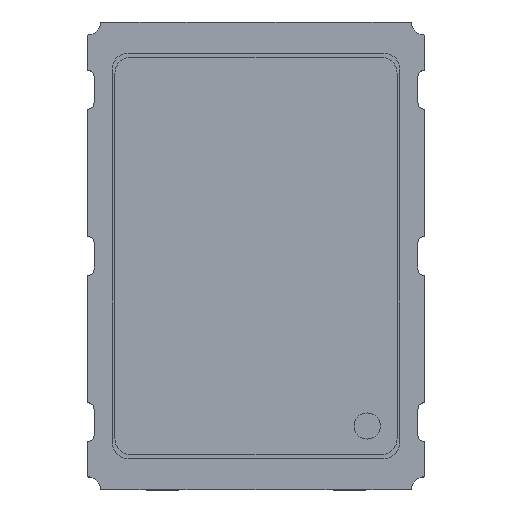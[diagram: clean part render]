
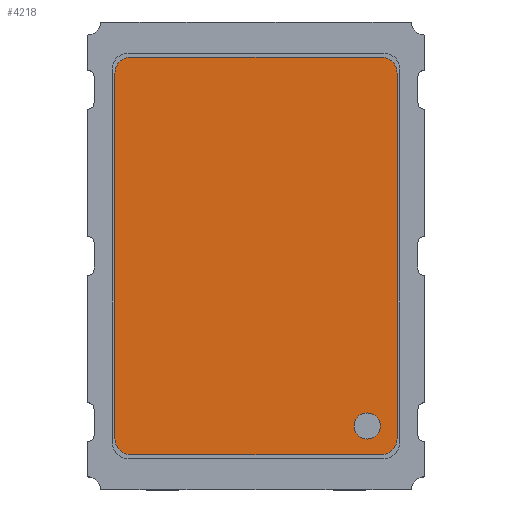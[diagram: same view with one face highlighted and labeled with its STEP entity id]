
A CAD part, top view. The second image highlights one B-rep face of the part: STEP entity #4218.
In plain terms, the highlighted planar face has unit normal (0, 0, 1).
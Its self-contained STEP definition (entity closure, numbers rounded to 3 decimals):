
#38=LINE($,#6077,#568);
#42=LINE($,#6089,#572);
#46=LINE($,#6101,#576);
#50=LINE($,#6111,#580);
#568=VECTOR($,#4862,3.822);
#572=VECTOR($,#4874,5.586);
#576=VECTOR($,#4886,3.822);
#580=VECTOR($,#4898,5.586);
#1100=PLANE($,#4519);
#1306=FACE_BOUND($,#1574,.T.);
#1318=FACE_OUTER_BOUND($,#1573,.T.);
#1573=EDGE_LOOP($,(#2963,#2964,#2965,#2966,#2967,#2968,#2969,#2970));
#1574=EDGE_LOOP($,(#2971));
#1819=CIRCLE($,#4500,0.2);
#1822=CIRCLE($,#4505,0.245);
#1824=CIRCLE($,#4509,0.245);
#1826=CIRCLE($,#4513,0.245);
#1828=CIRCLE($,#4517,0.245);
#1907=VERTEX_POINT($,#6059);
#1911=VERTEX_POINT($,#6068);
#1912=VERTEX_POINT($,#6070);
#1914=VERTEX_POINT($,#6076);
#1916=VERTEX_POINT($,#6082);
#1918=VERTEX_POINT($,#6088);
#1920=VERTEX_POINT($,#6094);
#1922=VERTEX_POINT($,#6100);
#1924=VERTEX_POINT($,#6106);
#2310=EDGE_CURVE($,#1907,#1907,#1819,.T.);
#2314=EDGE_CURVE($,#1912,#1911,#1822,.T.);
#2317=EDGE_CURVE($,#1914,#1912,#38,.T.);
#2320=EDGE_CURVE($,#1916,#1914,#1824,.T.);
#2323=EDGE_CURVE($,#1918,#1916,#42,.T.);
#2326=EDGE_CURVE($,#1920,#1918,#1826,.T.);
#2329=EDGE_CURVE($,#1922,#1920,#46,.T.);
#2332=EDGE_CURVE($,#1924,#1922,#1828,.T.);
#2335=EDGE_CURVE($,#1911,#1924,#50,.T.);
#2963=ORIENTED_EDGE($,*,*,#2335,.T.);
#2964=ORIENTED_EDGE($,*,*,#2332,.T.);
#2965=ORIENTED_EDGE($,*,*,#2329,.T.);
#2966=ORIENTED_EDGE($,*,*,#2326,.T.);
#2967=ORIENTED_EDGE($,*,*,#2323,.T.);
#2968=ORIENTED_EDGE($,*,*,#2320,.T.);
#2969=ORIENTED_EDGE($,*,*,#2317,.T.);
#2970=ORIENTED_EDGE($,*,*,#2314,.T.);
#2971=ORIENTED_EDGE($,*,*,#2310,.T.);
#4218=ADVANCED_FACE($,(#1318,#1306),#1100,.T.);
#4500=AXIS2_PLACEMENT_3D($,#6060,#4845,#4846);
#4505=AXIS2_PLACEMENT_3D($,#6071,#4856,#4857);
#4509=AXIS2_PLACEMENT_3D($,#6083,#4868,#4869);
#4513=AXIS2_PLACEMENT_3D($,#6095,#4880,#4881);
#4517=AXIS2_PLACEMENT_3D($,#6107,#4892,#4893);
#4519=AXIS2_PLACEMENT_3D($,#6112,#4899,#4900);
#4845=DIRECTION('center_axis',(0.,0.,-1.));
#4846=DIRECTION('ref_axis',(-1.,0.,0.));
#4856=DIRECTION('center_axis',(0.,0.,1.));
#4857=DIRECTION('ref_axis',(0.,-1.,0.));
#4862=DIRECTION($,(1.,0.,0.));
#4868=DIRECTION('center_axis',(0.,0.,1.));
#4869=DIRECTION('ref_axis',(-1.,0.,0.));
#4874=DIRECTION($,(0.,-1.,0.));
#4880=DIRECTION('center_axis',(0.,0.,1.));
#4881=DIRECTION('ref_axis',(0.,1.,0.));
#4886=DIRECTION($,(-1.,0.,0.));
#4892=DIRECTION('center_axis',(0.,0.,1.));
#4893=DIRECTION('ref_axis',(1.,0.,0.));
#4898=DIRECTION($,(0.,1.,0.));
#4899=DIRECTION('center_axis',(0.,0.,1.));
#4900=DIRECTION('ref_axis',(1.,0.,0.));
#6059=CARTESIAN_POINT('',(1.9,-2.6,1.85));
#6060=CARTESIAN_POINT('Origin',(1.7,-2.6,1.85));
#6068=CARTESIAN_POINT('',(2.156,-2.793,1.85));
#6070=CARTESIAN_POINT('',(1.911,-3.038,1.85));
#6071=CARTESIAN_POINT('Origin',(1.911,-2.793,1.85));
#6076=CARTESIAN_POINT('',(-1.911,-3.038,1.85));
#6077=CARTESIAN_POINT($,(-1.911,-3.038,1.85));
#6082=CARTESIAN_POINT('',(-2.156,-2.793,1.85));
#6083=CARTESIAN_POINT('Origin',(-1.911,-2.793,1.85));
#6088=CARTESIAN_POINT('',(-2.156,2.793,1.85));
#6089=CARTESIAN_POINT($,(-2.156,2.793,1.85));
#6094=CARTESIAN_POINT('',(-1.911,3.038,1.85));
#6095=CARTESIAN_POINT('Origin',(-1.911,2.793,1.85));
#6100=CARTESIAN_POINT('',(1.911,3.038,1.85));
#6101=CARTESIAN_POINT($,(1.911,3.038,1.85));
#6106=CARTESIAN_POINT('',(2.156,2.793,1.85));
#6107=CARTESIAN_POINT('Origin',(1.911,2.793,1.85));
#6111=CARTESIAN_POINT($,(2.156,-2.793,1.85));
#6112=CARTESIAN_POINT('Origin',(0.,0.,1.85));
